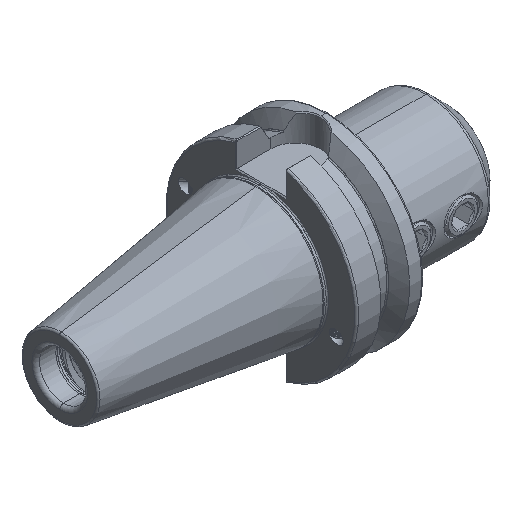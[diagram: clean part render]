
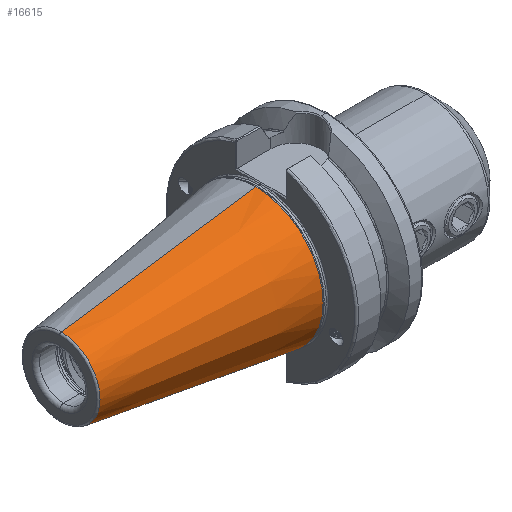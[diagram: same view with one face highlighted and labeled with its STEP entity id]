
A CAD part, isometric view. The second image highlights one B-rep face of the part: STEP entity #16615.
In plain terms, the highlighted conical face has half-angle 8.297 degrees and reference radius 34.998 mm.
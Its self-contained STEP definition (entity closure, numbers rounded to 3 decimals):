
#5766 = CONICAL_SURFACE ( 'NONE', #27769, 34.998, 0.145 ) ;
#5811 = FACE_OUTER_BOUND ( 'NONE', #19360, .T. ) ;
#6312 = CIRCLE ( 'NONE', #15947, 34.998 ) ;
#6361 = VECTOR ( 'NONE', #7904, 1000. ) ;
#6362 = LINE ( 'NONE', #7899, #6455 ) ;
#6374 = CIRCLE ( 'NONE', #15985, 20.204 ) ;
#6403 = LINE ( 'NONE', #7895, #6361 ) ;
#6455 = VECTOR ( 'NONE', #7855, 1000. ) ;
#6581 = EDGE_CURVE ( 'NONE', #10373, #10299, #6312, .T. ) ;
#6640 = EDGE_CURVE ( 'NONE', #10413, #10359, #6374, .T. ) ;
#6700 = EDGE_CURVE ( 'NONE', #10359, #10299, #6403, .T. ) ;
#6708 = EDGE_CURVE ( 'NONE', #10413, #10373, #6362, .T. ) ;
#7253 = CARTESIAN_POINT ( 'NONE',  ( -103.944, 0., 0. ) ) ;
#7261 = DIRECTION ( 'NONE',  ( 0., 0., -1. ) ) ;
#7278 = DIRECTION ( 'NONE',  ( 1., 0., 0. ) ) ;
#7855 = DIRECTION ( 'NONE',  ( 0.99, 0., 0.144 ) ) ;
#7895 = CARTESIAN_POINT ( 'NONE',  ( -2.5, 0., -34.998 ) ) ;
#7899 = CARTESIAN_POINT ( 'NONE',  ( -2.5, 0., 34.998 ) ) ;
#7904 = DIRECTION ( 'NONE',  ( 0.99, 0., -0.144 ) ) ;
#10299 = VERTEX_POINT ( 'NONE', #18655 ) ;
#10359 = VERTEX_POINT ( 'NONE', #18761 ) ;
#10373 = VERTEX_POINT ( 'NONE', #18766 ) ;
#10413 = VERTEX_POINT ( 'NONE', #18763 ) ;
#15150 = CARTESIAN_POINT ( 'NONE',  ( -2.5, 0., 0. ) ) ;
#15157 = DIRECTION ( 'NONE',  ( 0., 0., -1. ) ) ;
#15181 = DIRECTION ( 'NONE',  ( 1., 0., 0. ) ) ;
#15947 = AXIS2_PLACEMENT_3D ( 'NONE', #15150, #15181, #15157 ) ;
#15985 = AXIS2_PLACEMENT_3D ( 'NONE', #7253, #7278, #7261 ) ;
#16615 = ADVANCED_FACE ( 'NONE', ( #5811 ), #5766, .T. ) ;
#18655 = CARTESIAN_POINT ( 'NONE',  ( -2.5, 0., -34.998 ) ) ;
#18761 = CARTESIAN_POINT ( 'NONE',  ( -103.944, 0., -20.204 ) ) ;
#18763 = CARTESIAN_POINT ( 'NONE',  ( -103.944, 0., 20.204 ) ) ;
#18766 = CARTESIAN_POINT ( 'NONE',  ( -2.5, 0., 34.998 ) ) ;
#19360 = EDGE_LOOP ( 'NONE', ( #25506, #25555, #25507, #25531 ) ) ;
#24953 = CARTESIAN_POINT ( 'NONE',  ( -2.5, 0., 0. ) ) ;
#24954 = DIRECTION ( 'NONE',  ( 0., 0., -1. ) ) ;
#24996 = DIRECTION ( 'NONE',  ( 1., 0., 0. ) ) ;
#25506 = ORIENTED_EDGE ( 'NONE', *, *, #6708, .F. ) ;
#25507 = ORIENTED_EDGE ( 'NONE', *, *, #6700, .T. ) ;
#25531 = ORIENTED_EDGE ( 'NONE', *, *, #6581, .F. ) ;
#25555 = ORIENTED_EDGE ( 'NONE', *, *, #6640, .T. ) ;
#27769 = AXIS2_PLACEMENT_3D ( 'NONE', #24953, #24996, #24954 ) ;
